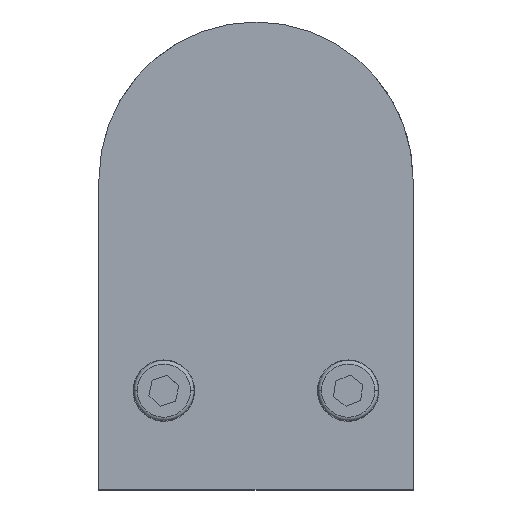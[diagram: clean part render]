
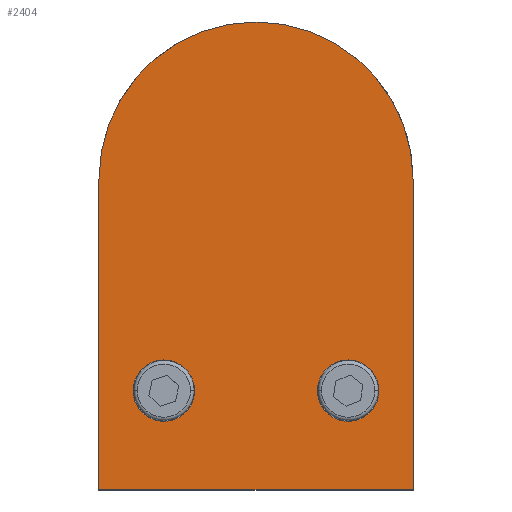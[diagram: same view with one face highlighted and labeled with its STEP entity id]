
A CAD part, top view. The second image highlights one B-rep face of the part: STEP entity #2404.
In plain terms, the highlighted planar face has unit normal (0, 0, 1).
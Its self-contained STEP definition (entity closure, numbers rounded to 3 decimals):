
#113 = LINE ( 'NONE', #1533, #596 ) ;
#157 = EDGE_CURVE ( 'NONE', #2027, #2177, #2074, .T. ) ;
#197 = EDGE_LOOP ( 'NONE', ( #1055, #1534 ) ) ;
#298 = DIRECTION ( 'NONE',  ( 1., 0., 0. ) ) ;
#369 = EDGE_LOOP ( 'NONE', ( #2908, #804, #1687, #1607 ) ) ;
#411 = CARTESIAN_POINT ( 'NONE',  ( -23., 57., 14.25 ) ) ;
#418 = DIRECTION ( 'NONE',  ( 0., -1., 0. ) ) ;
#457 = EDGE_CURVE ( 'NONE', #1899, #2269, #1030, .T. ) ;
#572 = CARTESIAN_POINT ( 'NONE',  ( -13.5, 26., 14.25 ) ) ;
#596 = VECTOR ( 'NONE', #2779, 1000. ) ;
#619 = CARTESIAN_POINT ( 'NONE',  ( -18., 26., 14.25 ) ) ;
#698 = DIRECTION ( 'NONE',  ( 0., 1., 0. ) ) ;
#734 = CIRCLE ( 'NONE', #2668, 4.5 ) ;
#786 = CARTESIAN_POINT ( 'NONE',  ( 9., 26., 14.25 ) ) ;
#796 = CARTESIAN_POINT ( 'NONE',  ( 13.5, 26., 14.25 ) ) ;
#800 = AXIS2_PLACEMENT_3D ( 'NONE', #572, #1436, #1104 ) ;
#804 = ORIENTED_EDGE ( 'NONE', *, *, #2499, .T. ) ;
#951 = DIRECTION ( 'NONE',  ( 1., 0., 0. ) ) ;
#967 = DIRECTION ( 'NONE',  ( 0., 0., 1. ) ) ;
#977 = FACE_OUTER_BOUND ( 'NONE', #369, .T. ) ;
#1014 = VECTOR ( 'NONE', #698, 1000. ) ;
#1030 = CIRCLE ( 'NONE', #2906, 4.5 ) ;
#1055 = ORIENTED_EDGE ( 'NONE', *, *, #157, .F. ) ;
#1062 = VERTEX_POINT ( 'NONE', #411 ) ;
#1092 = AXIS2_PLACEMENT_3D ( 'NONE', #1124, #2168, #298 ) ;
#1104 = DIRECTION ( 'NONE',  ( 1., 0., 0. ) ) ;
#1114 = CIRCLE ( 'NONE', #3318, 23. ) ;
#1124 = CARTESIAN_POINT ( 'NONE',  ( 13.5, 26., 14.25 ) ) ;
#1228 = VERTEX_POINT ( 'NONE', #1368 ) ;
#1238 = CARTESIAN_POINT ( 'NONE',  ( -9., 26., 14.25 ) ) ;
#1279 = ORIENTED_EDGE ( 'NONE', *, *, #457, .F. ) ;
#1307 = DIRECTION ( 'NONE',  ( 0., 0., 1. ) ) ;
#1337 = EDGE_CURVE ( 'NONE', #1228, #2455, #113, .T. ) ;
#1368 = CARTESIAN_POINT ( 'NONE',  ( 23., 11.496, 14.25 ) ) ;
#1436 = DIRECTION ( 'NONE',  ( 0., 0., 1. ) ) ;
#1495 = CIRCLE ( 'NONE', #1092, 4.5 ) ;
#1533 = CARTESIAN_POINT ( 'NONE',  ( 45.1, 11.496, 14.25 ) ) ;
#1534 = ORIENTED_EDGE ( 'NONE', *, *, #2480, .F. ) ;
#1607 = ORIENTED_EDGE ( 'NONE', *, *, #2084, .T. ) ;
#1687 = ORIENTED_EDGE ( 'NONE', *, *, #3230, .T. ) ;
#1704 = EDGE_CURVE ( 'NONE', #2269, #1899, #1495, .T. ) ;
#1740 = LINE ( 'NONE', #3015, #2555 ) ;
#1810 = DIRECTION ( 'NONE',  ( 1., 0., 0. ) ) ;
#1826 = DIRECTION ( 'NONE',  ( 1., 0., 0. ) ) ;
#1899 = VERTEX_POINT ( 'NONE', #3157 ) ;
#1953 = EDGE_LOOP ( 'NONE', ( #1279, #2805 ) ) ;
#2027 = VERTEX_POINT ( 'NONE', #1238 ) ;
#2066 = DIRECTION ( 'NONE',  ( 0., 0., 1. ) ) ;
#2074 = CIRCLE ( 'NONE', #800, 4.5 ) ;
#2084 = EDGE_CURVE ( 'NONE', #1062, #2455, #1740, .T. ) ;
#2118 = VERTEX_POINT ( 'NONE', #3069 ) ;
#2168 = DIRECTION ( 'NONE',  ( 0., 0., 1. ) ) ;
#2177 = VERTEX_POINT ( 'NONE', #619 ) ;
#2238 = DIRECTION ( 'NONE',  ( 1., 0., 0. ) ) ;
#2269 = VERTEX_POINT ( 'NONE', #786 ) ;
#2304 = FACE_BOUND ( 'NONE', #1953, .T. ) ;
#2322 = FACE_BOUND ( 'NONE', #197, .T. ) ;
#2404 = ADVANCED_FACE ( 'NONE', ( #2322, #2304, #977 ), #3357, .T. ) ;
#2455 = VERTEX_POINT ( 'NONE', #2782 ) ;
#2480 = EDGE_CURVE ( 'NONE', #2177, #2027, #734, .T. ) ;
#2499 = EDGE_CURVE ( 'NONE', #1228, #2118, #3362, .T. ) ;
#2538 = CARTESIAN_POINT ( 'NONE',  ( -13.5, 26., 14.25 ) ) ;
#2555 = VECTOR ( 'NONE', #418, 1000. ) ;
#2668 = AXIS2_PLACEMENT_3D ( 'NONE', #2538, #967, #951 ) ;
#2779 = DIRECTION ( 'NONE',  ( -1., 0., 0. ) ) ;
#2782 = CARTESIAN_POINT ( 'NONE',  ( -23., 11.496, 14.25 ) ) ;
#2805 = ORIENTED_EDGE ( 'NONE', *, *, #1704, .F. ) ;
#2880 = CARTESIAN_POINT ( 'NONE',  ( 0., 57., 14.25 ) ) ;
#2906 = AXIS2_PLACEMENT_3D ( 'NONE', #796, #2066, #1826 ) ;
#2908 = ORIENTED_EDGE ( 'NONE', *, *, #1337, .F. ) ;
#3015 = CARTESIAN_POINT ( 'NONE',  ( -23., 0., 14.25 ) ) ;
#3069 = CARTESIAN_POINT ( 'NONE',  ( 23., 57., 14.25 ) ) ;
#3091 = CARTESIAN_POINT ( 'NONE',  ( 23., 0., 14.25 ) ) ;
#3116 = DIRECTION ( 'NONE',  ( 0., 0., 1. ) ) ;
#3157 = CARTESIAN_POINT ( 'NONE',  ( 18., 26., 14.25 ) ) ;
#3230 = EDGE_CURVE ( 'NONE', #2118, #1062, #1114, .T. ) ;
#3318 = AXIS2_PLACEMENT_3D ( 'NONE', #2880, #1307, #2238 ) ;
#3357 = PLANE ( 'NONE',  #3379 ) ;
#3362 = LINE ( 'NONE', #3091, #1014 ) ;
#3372 = CARTESIAN_POINT ( 'NONE',  ( 0., 57., 14.25 ) ) ;
#3379 = AXIS2_PLACEMENT_3D ( 'NONE', #3372, #3116, #1810 ) ;
